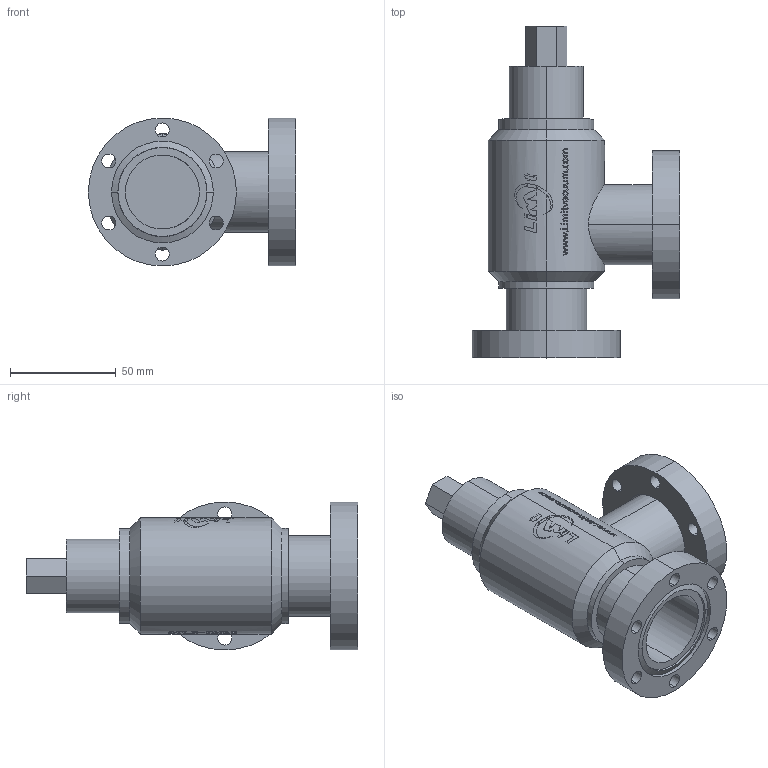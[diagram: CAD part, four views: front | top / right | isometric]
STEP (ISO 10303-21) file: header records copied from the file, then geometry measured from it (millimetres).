
FILE_DESCRIPTION (( 'STEP AP214' ), '1' );
FILE_NAME ('STLF-DN35.STEP', '2024-05-08T05:18:40', ( '' ), ( '' ), 'SwSTEP 2.0', 'SolidWorks 2020', '' );
FILE_SCHEMA (( 'AUTOMOTIVE_DESIGN' ));
Length unit declared in the file: millimetre
Products named in the file (1): STLF-DN35
Bounding box: 98 x 157 x 70 mm (x, y, z)
Volume: 268417.1 mm3; surface area: 72430.4 mm2
Topology: 3 solids, 3 shells, 686 faces, 1860 edges, 1234 vertices
Faces by surface type: bspline 329, plane 239, cylinder 106, cone 12
Entity records: 69605 total; most frequent: CARTESIAN_POINT 55057, ORIENTED_EDGE 3720, EDGE_CURVE 1860, DIRECTION 1782, VERTEX_POINT 1234, B_SPLINE_CURVE_WITH_KNOTS 1098, EDGE_LOOP 770, FACE_OUTER_BOUND 686
